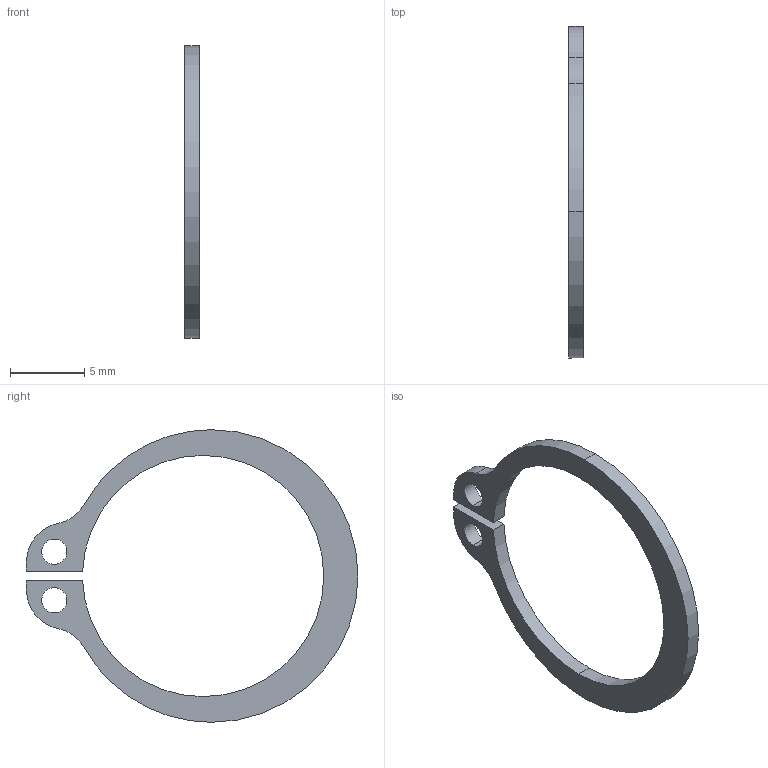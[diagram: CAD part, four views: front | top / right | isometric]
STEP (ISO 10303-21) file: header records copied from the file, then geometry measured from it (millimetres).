
FILE_DESCRIPTION (( 'STEP AP203' ), '1' );
FILE_NAME ('R341074900_3.stp_Default_sldprt.STEP', '2023-12-09T22:25:07', ( '' ), ( '' ), 'SwSTEP 2.0', 'SolidWorks 2023', '' );
FILE_SCHEMA (( 'CONFIG_CONTROL_DESIGN' ));
Length unit declared in the file: inch
Products named in the file (1): R341074900_3.stp_Default_sldprt
Bounding box: 1 x 22.29 x 19.65 mm (x, y, z)
Volume: 108.3 mm3; surface area: 349.9 mm2
Topology: 1 solids, 1 shells, 20 faces, 54 edges, 36 vertices
Faces by surface type: cylinder 16, plane 4
Entity records: 737 total; most frequent: DIRECTION 128, CARTESIAN_POINT 111, ORIENTED_EDGE 108, EDGE_CURVE 54, AXIS2_PLACEMENT_3D 53, VERTEX_POINT 36, CIRCLE 32, EDGE_LOOP 24
